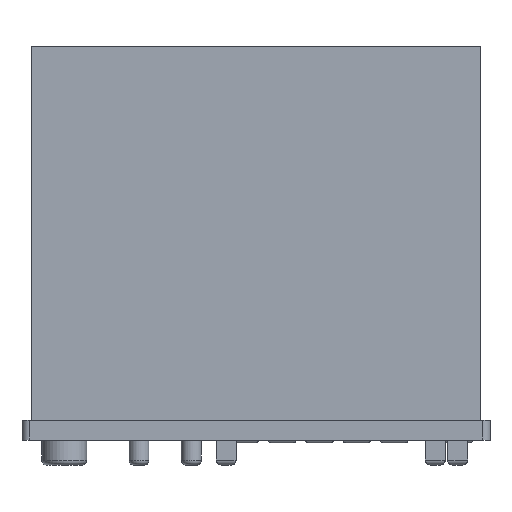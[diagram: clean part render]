
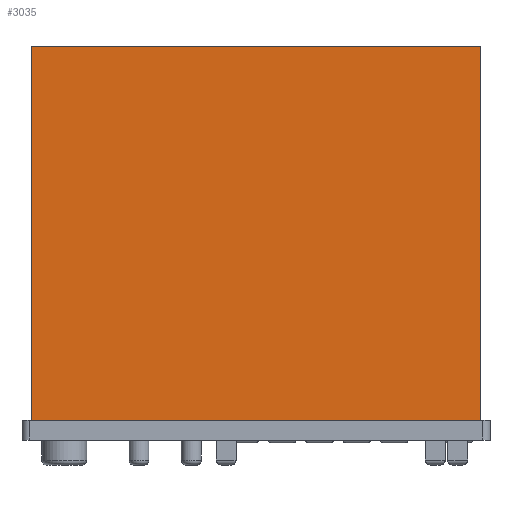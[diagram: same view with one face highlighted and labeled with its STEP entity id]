
A CAD part, top view. The second image highlights one B-rep face of the part: STEP entity #3035.
In plain terms, the highlighted planar face has unit normal (0, 0, 1).
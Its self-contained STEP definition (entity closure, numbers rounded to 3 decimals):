
#132 = PLANE('',#133);
#133 = AXIS2_PLACEMENT_3D('',#134,#135,#136);
#134 = CARTESIAN_POINT('',(-1.,0.,55.));
#135 = DIRECTION('',(0.,1.,0.));
#136 = DIRECTION('',(0.,0.,1.));
#482 = VERTEX_POINT('',#483);
#483 = CARTESIAN_POINT('',(180.,0.,52.));
#497 = PLANE('',#498);
#498 = AXIS2_PLACEMENT_3D('',#499,#500,#501);
#499 = CARTESIAN_POINT('',(180.,0.,0.));
#500 = DIRECTION('',(1.,0.,0.));
#501 = DIRECTION('',(0.,0.,1.));
#509 = EDGE_CURVE('',#482,#510,#512,.T.);
#510 = VERTEX_POINT('',#511);
#511 = CARTESIAN_POINT('',(0.,0.,52.));
#512 = SURFACE_CURVE('',#513,(#517,#524),.PCURVE_S1.);
#513 = LINE('',#514,#515);
#514 = CARTESIAN_POINT('',(180.,0.,52.));
#515 = VECTOR('',#516,1.);
#516 = DIRECTION('',(-1.,0.,0.));
#517 = PCURVE('',#132,#518);
#518 = DEFINITIONAL_REPRESENTATION('',(#519),#523);
#519 = LINE('',#520,#521);
#520 = CARTESIAN_POINT('',(-3.,181.));
#521 = VECTOR('',#522,1.);
#522 = DIRECTION('',(0.,-1.));
#523 = ( GEOMETRIC_REPRESENTATION_CONTEXT(2) 
PARAMETRIC_REPRESENTATION_CONTEXT() REPRESENTATION_CONTEXT('2D SPACE',''
  ) );
#524 = PCURVE('',#525,#530);
#525 = PLANE('',#526);
#526 = AXIS2_PLACEMENT_3D('',#527,#528,#529);
#527 = CARTESIAN_POINT('',(180.,0.,52.));
#528 = DIRECTION('',(0.,0.,1.));
#529 = DIRECTION('',(-1.,0.,0.));
#530 = DEFINITIONAL_REPRESENTATION('',(#531),#535);
#531 = LINE('',#532,#533);
#532 = CARTESIAN_POINT('',(0.,0.));
#533 = VECTOR('',#534,1.);
#534 = DIRECTION('',(1.,0.));
#535 = ( GEOMETRIC_REPRESENTATION_CONTEXT(2) 
PARAMETRIC_REPRESENTATION_CONTEXT() REPRESENTATION_CONTEXT('2D SPACE',''
  ) );
#551 = PLANE('',#552);
#552 = AXIS2_PLACEMENT_3D('',#553,#554,#555);
#553 = CARTESIAN_POINT('',(0.,0.,52.));
#554 = DIRECTION('',(-1.,0.,0.));
#555 = DIRECTION('',(0.,0.,-1.));
#2953 = PLANE('',#2954);
#2954 = AXIS2_PLACEMENT_3D('',#2955,#2956,#2957);
#2955 = CARTESIAN_POINT('',(0.,150.,0.));
#2956 = DIRECTION('',(0.,1.,0.));
#2957 = DIRECTION('',(0.,0.,1.));
#2990 = EDGE_CURVE('',#510,#2991,#2993,.T.);
#2991 = VERTEX_POINT('',#2992);
#2992 = CARTESIAN_POINT('',(0.,150.,52.));
#2993 = SURFACE_CURVE('',#2994,(#2998,#3005),.PCURVE_S1.);
#2994 = LINE('',#2995,#2996);
#2995 = CARTESIAN_POINT('',(0.,0.,52.));
#2996 = VECTOR('',#2997,1.);
#2997 = DIRECTION('',(0.,1.,0.));
#2998 = PCURVE('',#551,#2999);
#2999 = DEFINITIONAL_REPRESENTATION('',(#3000),#3004);
#3000 = LINE('',#3001,#3002);
#3001 = CARTESIAN_POINT('',(0.,0.));
#3002 = VECTOR('',#3003,1.);
#3003 = DIRECTION('',(0.,-1.));
#3004 = ( GEOMETRIC_REPRESENTATION_CONTEXT(2) 
PARAMETRIC_REPRESENTATION_CONTEXT() REPRESENTATION_CONTEXT('2D SPACE',''
  ) );
#3005 = PCURVE('',#525,#3006);
#3006 = DEFINITIONAL_REPRESENTATION('',(#3007),#3011);
#3007 = LINE('',#3008,#3009);
#3008 = CARTESIAN_POINT('',(180.,0.));
#3009 = VECTOR('',#3010,1.);
#3010 = DIRECTION('',(0.,-1.));
#3011 = ( GEOMETRIC_REPRESENTATION_CONTEXT(2) 
PARAMETRIC_REPRESENTATION_CONTEXT() REPRESENTATION_CONTEXT('2D SPACE',''
  ) );
#3035 = ADVANCED_FACE('',(#3036),#525,.T.);
#3036 = FACE_BOUND('',#3037,.T.);
#3037 = EDGE_LOOP('',(#3038,#3061,#3082,#3083));
#3038 = ORIENTED_EDGE('',*,*,#3039,.T.);
#3039 = EDGE_CURVE('',#482,#3040,#3042,.T.);
#3040 = VERTEX_POINT('',#3041);
#3041 = CARTESIAN_POINT('',(180.,150.,52.));
#3042 = SURFACE_CURVE('',#3043,(#3047,#3054),.PCURVE_S1.);
#3043 = LINE('',#3044,#3045);
#3044 = CARTESIAN_POINT('',(180.,0.,52.));
#3045 = VECTOR('',#3046,1.);
#3046 = DIRECTION('',(0.,1.,0.));
#3047 = PCURVE('',#525,#3048);
#3048 = DEFINITIONAL_REPRESENTATION('',(#3049),#3053);
#3049 = LINE('',#3050,#3051);
#3050 = CARTESIAN_POINT('',(0.,0.));
#3051 = VECTOR('',#3052,1.);
#3052 = DIRECTION('',(0.,-1.));
#3053 = ( GEOMETRIC_REPRESENTATION_CONTEXT(2) 
PARAMETRIC_REPRESENTATION_CONTEXT() REPRESENTATION_CONTEXT('2D SPACE',''
  ) );
#3054 = PCURVE('',#497,#3055);
#3055 = DEFINITIONAL_REPRESENTATION('',(#3056),#3060);
#3056 = LINE('',#3057,#3058);
#3057 = CARTESIAN_POINT('',(52.,0.));
#3058 = VECTOR('',#3059,1.);
#3059 = DIRECTION('',(0.,-1.));
#3060 = ( GEOMETRIC_REPRESENTATION_CONTEXT(2) 
PARAMETRIC_REPRESENTATION_CONTEXT() REPRESENTATION_CONTEXT('2D SPACE',''
  ) );
#3061 = ORIENTED_EDGE('',*,*,#3062,.T.);
#3062 = EDGE_CURVE('',#3040,#2991,#3063,.T.);
#3063 = SURFACE_CURVE('',#3064,(#3068,#3075),.PCURVE_S1.);
#3064 = LINE('',#3065,#3066);
#3065 = CARTESIAN_POINT('',(180.,150.,52.));
#3066 = VECTOR('',#3067,1.);
#3067 = DIRECTION('',(-1.,0.,0.));
#3068 = PCURVE('',#525,#3069);
#3069 = DEFINITIONAL_REPRESENTATION('',(#3070),#3074);
#3070 = LINE('',#3071,#3072);
#3071 = CARTESIAN_POINT('',(0.,-150.));
#3072 = VECTOR('',#3073,1.);
#3073 = DIRECTION('',(1.,0.));
#3074 = ( GEOMETRIC_REPRESENTATION_CONTEXT(2) 
PARAMETRIC_REPRESENTATION_CONTEXT() REPRESENTATION_CONTEXT('2D SPACE',''
  ) );
#3075 = PCURVE('',#2953,#3076);
#3076 = DEFINITIONAL_REPRESENTATION('',(#3077),#3081);
#3077 = LINE('',#3078,#3079);
#3078 = CARTESIAN_POINT('',(52.,180.));
#3079 = VECTOR('',#3080,1.);
#3080 = DIRECTION('',(0.,-1.));
#3081 = ( GEOMETRIC_REPRESENTATION_CONTEXT(2) 
PARAMETRIC_REPRESENTATION_CONTEXT() REPRESENTATION_CONTEXT('2D SPACE',''
  ) );
#3082 = ORIENTED_EDGE('',*,*,#2990,.F.);
#3083 = ORIENTED_EDGE('',*,*,#509,.F.);
